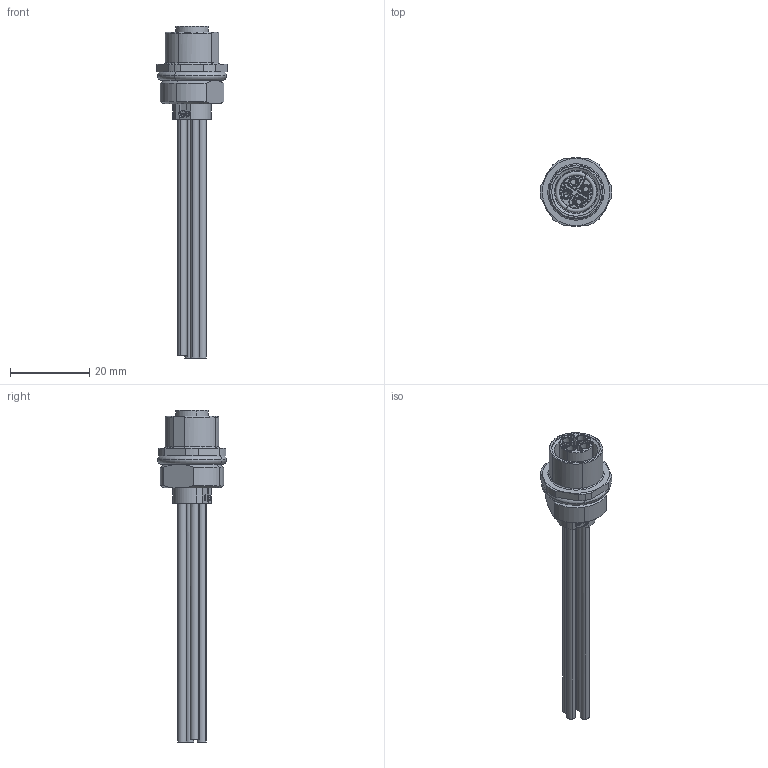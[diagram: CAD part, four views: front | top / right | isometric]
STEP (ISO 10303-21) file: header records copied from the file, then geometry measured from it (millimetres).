
FILE_DESCRIPTION(('CATIA V5 STEP Exchange','CAx-IF Rec.Pracs.--- Model Styling and Organization---1.5--- 2016-08-15','CAx-IF Rec.Pracs.---Supplemental Geometry---1.0---2011-11-01','CAx-IF Rec.Pracs.--- Composite Materials ---1.1---2010-07-15'),'2;1');
FILE_NAME ('402966-1_1', '2025-11-12T08:40:57+00:00', ('none'), ('Weidmueller'), 'CATIA Version 5-6 Release 2024 SP4', 'CATIA V5 STEP AP214 v3', 'none');
FILE_SCHEMA(('AUTOMOTIVE_DESIGN { 1 0 10303 214 1 1 1 1 }'));
Length unit declared in the file: millimetre
Products named in the file (1): 1993620000
Bounding box: 17.96 x 17.4 x 83.72 mm (x, y, z)
Volume: 3950 mm3; surface area: 4758 mm2
Topology: 1 solids, 3 shells, 567 faces, 1526 edges, 1000 vertices
Faces by surface type: cylinder 204, plane 183, torus 72, cone 50, extrusion 42, sphere 16
Entity records: 20319 total; most frequent: CARTESIAN_POINT 6514, ORIENTED_EDGE 3048, DIRECTION 2167, EDGE_CURVE 1524, VERTEX_POINT 1000, AXIS2_PLACEMENT_3D 970, VECTOR 688, LINE 646
